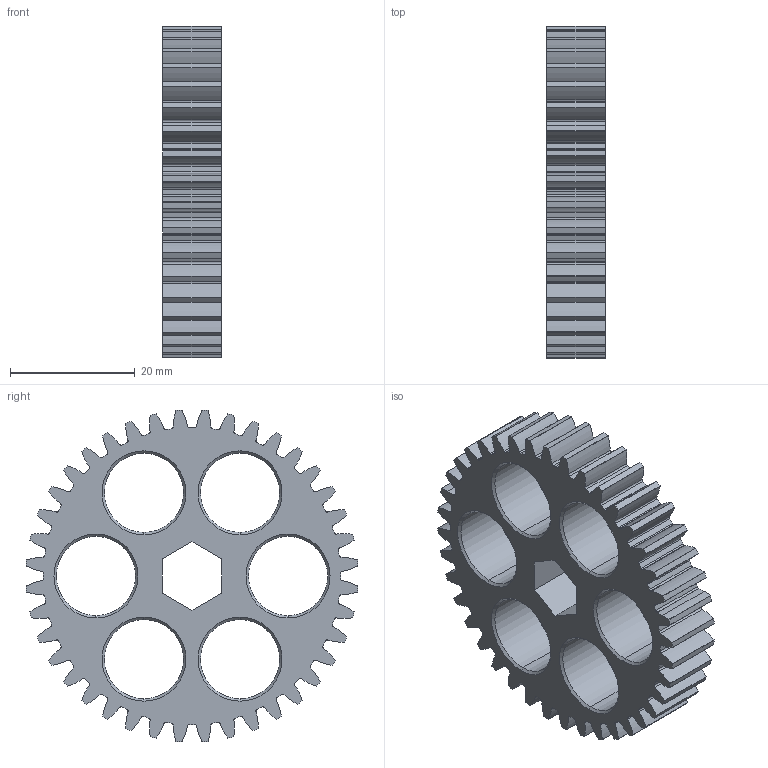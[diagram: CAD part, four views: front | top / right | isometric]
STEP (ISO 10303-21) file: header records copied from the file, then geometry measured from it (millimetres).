
FILE_DESCRIPTION (( 'STEP AP214' ), '1' );
FILE_NAME ('am-0024 40T 20dp 375h.STEP', '2016-03-02T14:43:13', ( '' ), ( '' ), 'SwSTEP 2.0', 'SolidWorks 2014', '' );
FILE_SCHEMA (( 'AUTOMOTIVE_DESIGN' ));
Length unit declared in the file: inch
Products named in the file (1): am-0024 40T 20dp 375h
Bounding box: 9.45 x 53.24 x 53.24 mm (x, y, z)
Volume: 10855.6 mm3; surface area: 7839.1 mm2
Topology: 1 solids, 1 shells, 401 faces, 1173 edges, 774 vertices
Faces by surface type: cylinder 369, cone 24, plane 8
Entity records: 13805 total; most frequent: DIRECTION 2739, CARTESIAN_POINT 2349, ORIENTED_EDGE 2346, EDGE_CURVE 1173, AXIS2_PLACEMENT_3D 1164, VERTEX_POINT 774, CIRCLE 762, EDGE_LOOP 415
